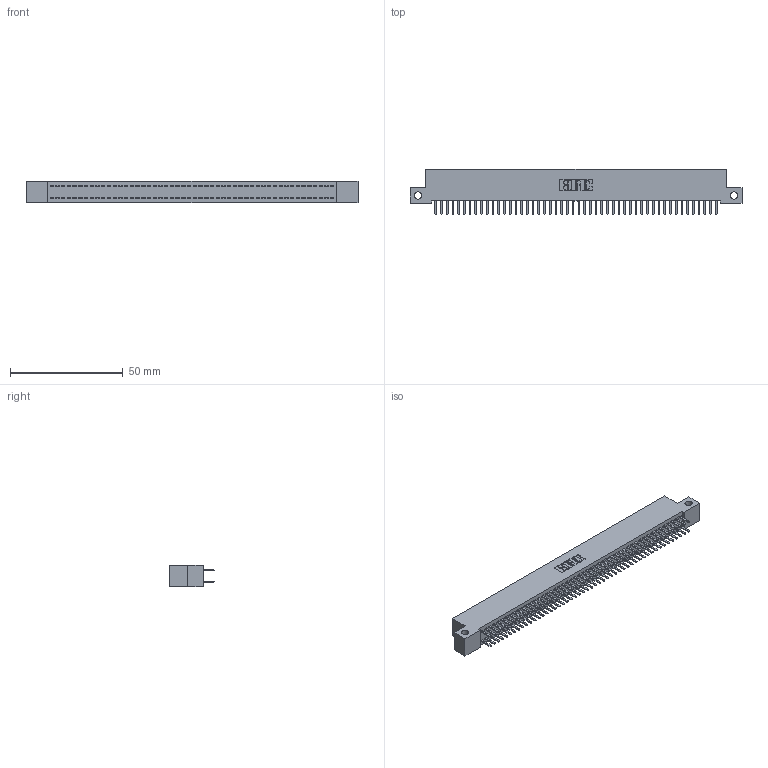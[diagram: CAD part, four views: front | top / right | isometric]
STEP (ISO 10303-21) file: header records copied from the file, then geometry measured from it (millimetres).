
FILE_DESCRIPTION (( 'STEP AP203' ), '1' );
FILE_NAME ('392-100-520-212.STEP', '2018-08-18T18:05:11', ( '' ), ( '' ), 'SwSTEP 2.0', 'SolidWorks 2016', '' );
FILE_SCHEMA (( 'CONFIG_CONTROL_DESIGN' ));
Length unit declared in the file: inch
Products named in the file (3): 342 Part_Side Mount; 345-292-001_345-293-120; 392-100-520-212
Assembly tree (101 placements, depth 2):
  392-100-520-212
    342 Part_Side Mount
    345-292-001_345-293-120  x100
Bounding box: 147.32 x 20.02 x 9.4 mm (x, y, z)
Volume: 13156.6 mm3; surface area: 21349.4 mm2
Topology: 101 solids, 101 shells, 5710 faces, 16599 edges, 10798 vertices
Faces by surface type: plane 3866, cylinder 1844
Entity records: 31117 total; most frequent: CARTESIAN_POINT 5158, ORIENTED_EDGE 5082, DIRECTION 4381, EDGE_CURVE 2541, VECTOR 2409, LINE 2409, VERTEX_POINT 1690, AXIS2_PLACEMENT_3D 986
